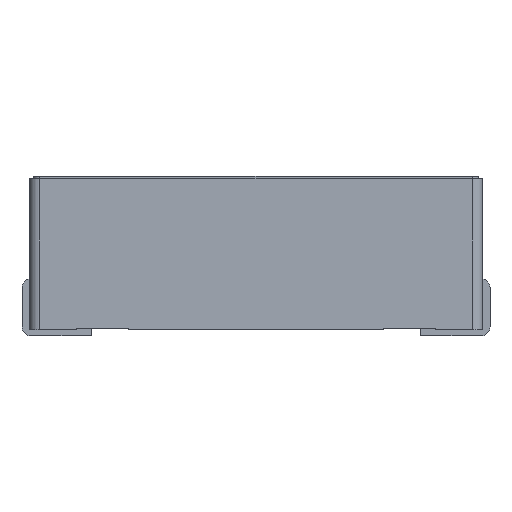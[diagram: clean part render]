
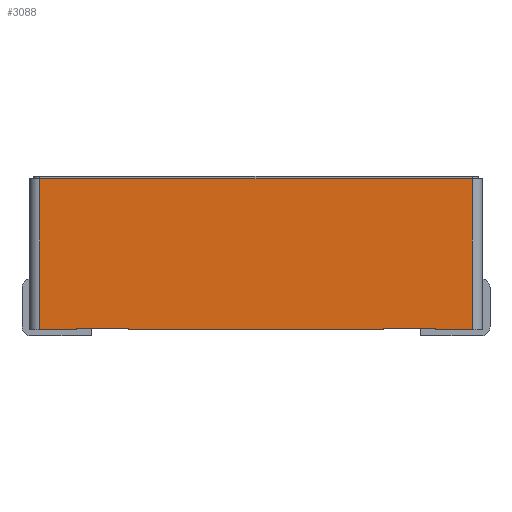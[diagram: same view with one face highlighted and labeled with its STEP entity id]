
A CAD part, front view. The second image highlights one B-rep face of the part: STEP entity #3088.
In plain terms, the highlighted planar face has unit normal (0, -1, 0).
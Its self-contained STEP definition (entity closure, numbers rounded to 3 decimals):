
#337=ORIENTED_EDGE('',*,*,#957,.F.);
#338=ORIENTED_EDGE('',*,*,#927,.T.);
#339=ORIENTED_EDGE('',*,*,#967,.T.);
#340=ORIENTED_EDGE('',*,*,#965,.T.);
#341=ORIENTED_EDGE('',*,*,#974,.T.);
#342=ORIENTED_EDGE('',*,*,#902,.T.);
#343=ORIENTED_EDGE('',*,*,#975,.F.);
#344=ORIENTED_EDGE('',*,*,#976,.T.);
#345=ORIENTED_EDGE('',*,*,#977,.F.);
#346=ORIENTED_EDGE('',*,*,#879,.F.);
#347=ORIENTED_EDGE('',*,*,#978,.F.);
#348=ORIENTED_EDGE('',*,*,#956,.T.);
#879=EDGE_CURVE('',#1217,#1218,#1443,.T.);
#902=EDGE_CURVE('',#1234,#1240,#1466,.T.);
#927=EDGE_CURVE('',#1261,#1260,#1490,.T.);
#956=EDGE_CURVE('',#1280,#1281,#1511,.T.);
#957=EDGE_CURVE('',#1261,#1281,#1512,.T.);
#965=EDGE_CURVE('',#1287,#1286,#1519,.T.);
#967=EDGE_CURVE('',#1260,#1287,#1520,.T.);
#974=EDGE_CURVE('',#1286,#1234,#1526,.T.);
#975=EDGE_CURVE('',#1291,#1240,#1527,.T.);
#976=EDGE_CURVE('',#1291,#1292,#1528,.T.);
#977=EDGE_CURVE('',#1218,#1292,#1529,.T.);
#978=EDGE_CURVE('',#1280,#1217,#1530,.T.);
#1217=VERTEX_POINT('',#3801);
#1218=VERTEX_POINT('',#3803);
#1234=VERTEX_POINT('',#3838);
#1240=VERTEX_POINT('',#3850);
#1260=VERTEX_POINT('',#3902);
#1261=VERTEX_POINT('',#3904);
#1280=VERTEX_POINT('',#3953);
#1281=VERTEX_POINT('',#3956);
#1286=VERTEX_POINT('',#3974);
#1287=VERTEX_POINT('',#3976);
#1291=VERTEX_POINT('',#3995);
#1292=VERTEX_POINT('',#3997);
#1443=LINE('',#3802,#1631);
#1466=LINE('',#3851,#1654);
#1490=LINE('',#3903,#1678);
#1511=LINE('',#3957,#1699);
#1512=LINE('',#3959,#1700);
#1519=LINE('',#3975,#1707);
#1520=LINE('',#3979,#1708);
#1526=LINE('',#3992,#1714);
#1527=LINE('',#3994,#1715);
#1528=LINE('',#3996,#1716);
#1529=LINE('',#3998,#1717);
#1530=LINE('',#3999,#1718);
#1631=VECTOR('',#3339,1000.);
#1654=VECTOR('',#3368,1000.);
#1678=VECTOR('',#3408,1000.);
#1699=VECTOR('',#3453,1000.);
#1700=VECTOR('',#3456,1000.);
#1707=VECTOR('',#3471,1000.);
#1708=VECTOR('',#3476,1000.);
#1714=VECTOR('',#3490,1000.);
#1715=VECTOR('',#3493,1000.);
#1716=VECTOR('',#3494,1000.);
#1717=VECTOR('',#3495,1000.);
#1718=VECTOR('',#3496,1000.);
#1840=EDGE_LOOP('',(#337,#338,#339,#340,#341,#342,#343,#344,#345,#346,#347,
#348));
#1976=FACE_BOUND('',#1840,.T.);
#2108=PLANE('',#3232);
#3088=ADVANCED_FACE('',(#1976),#2108,.F.);
#3232=AXIS2_PLACEMENT_3D('',#3993,#3491,#3492);
#3339=DIRECTION('',(-1.,0.,0.));
#3368=DIRECTION('',(1.,0.,0.));
#3408=DIRECTION('',(-1.,0.,0.));
#3453=DIRECTION('',(1.,0.,0.));
#3456=DIRECTION('',(0.,0.,-1.));
#3471=DIRECTION('',(1.,0.,0.));
#3476=DIRECTION('',(0.,0.,-1.));
#3490=DIRECTION('',(0.,0.,1.));
#3491=DIRECTION('',(0.,1.,0.));
#3492=DIRECTION('',(-1.,0.,0.));
#3493=DIRECTION('',(0.,0.,1.));
#3494=DIRECTION('',(1.,0.,0.));
#3495=DIRECTION('',(0.,0.,-1.));
#3496=DIRECTION('',(0.,0.,1.));
#3801=CARTESIAN_POINT('',(7.,-8.5,0.05));
#3802=CARTESIAN_POINT('',(7.,-8.5,0.05));
#3803=CARTESIAN_POINT('',(5.,-8.5,0.05));
#3838=CARTESIAN_POINT('',(-7.,-8.5,0.05));
#3850=CARTESIAN_POINT('',(-5.,-8.5,0.05));
#3851=CARTESIAN_POINT('',(-7.,-8.5,0.05));
#3902=CARTESIAN_POINT('',(-8.45,-8.5,5.9));
#3903=CARTESIAN_POINT('',(8.45,-8.5,5.9));
#3904=CARTESIAN_POINT('',(8.45,-8.5,5.9));
#3953=CARTESIAN_POINT('',(7.,-8.5,0.));
#3956=CARTESIAN_POINT('',(8.45,-8.5,0.));
#3957=CARTESIAN_POINT('',(-8.85,-8.5,0.));
#3959=CARTESIAN_POINT('',(8.45,-8.5,6.));
#3974=CARTESIAN_POINT('',(-7.,-8.5,0.));
#3975=CARTESIAN_POINT('',(-8.85,-8.5,0.));
#3976=CARTESIAN_POINT('',(-8.45,-8.5,0.));
#3979=CARTESIAN_POINT('',(-8.45,-8.5,6.));
#3992=CARTESIAN_POINT('',(-7.,-8.5,-25.214));
#3993=CARTESIAN_POINT('',(-8.85,-8.5,6.));
#3994=CARTESIAN_POINT('',(-5.,-8.5,-25.214));
#3995=CARTESIAN_POINT('',(-5.,-8.5,0.));
#3996=CARTESIAN_POINT('',(-8.85,-8.5,0.));
#3997=CARTESIAN_POINT('',(5.,-8.5,0.));
#3998=CARTESIAN_POINT('',(5.,-8.5,6.));
#3999=CARTESIAN_POINT('',(7.,-8.5,6.));
